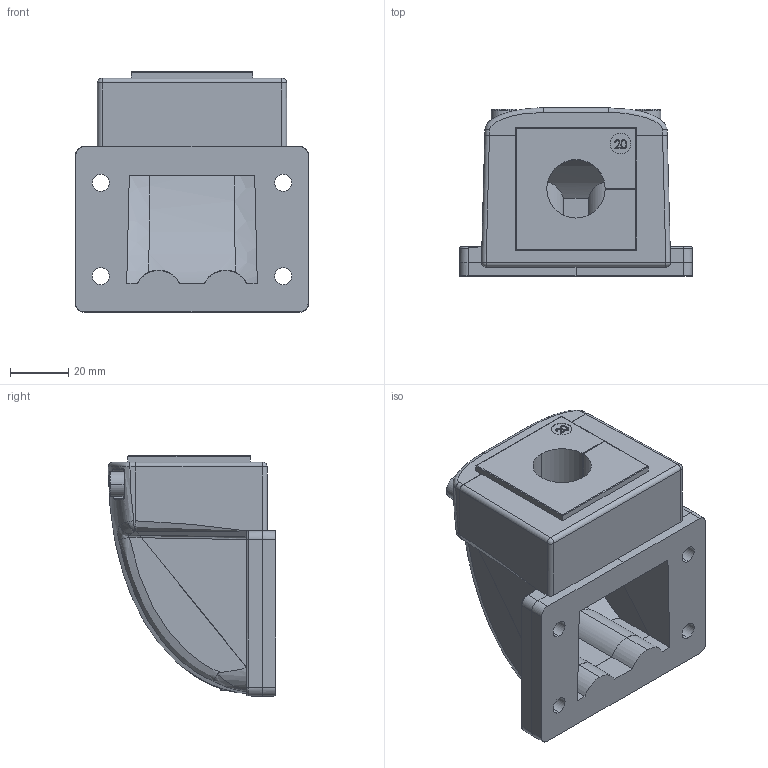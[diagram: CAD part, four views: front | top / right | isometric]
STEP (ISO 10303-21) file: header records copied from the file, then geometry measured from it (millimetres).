
FILE_DESCRIPTION(('STEP AP242'),'1');
FILE_NAME('42332.stp','2018-11-21T06:34:45',('TraceParts'),('TraceParts S.A.'),'Spatial InterOp 3D',' ',' ');
FILE_SCHEMA(('AP242_MANAGED_MODEL_BASED_3D_ENGINEERING_MIM_LF {1 0 10303 442 1 1 4}'));
Length unit declared in the file: millimetre
Products named in the file (1): 42332_1
Bounding box: 79.78 x 57.49 x 82.39 mm (x, y, z)
Volume: 112795.4 mm3; surface area: 52358.7 mm2
Topology: 9 solids, 10 shells, 543 faces, 1304 edges, 783 vertices
Faces by surface type: plane 218, cylinder 150, bspline 85, torus 54, cone 32, sphere 4
Entity records: 21750 total; most frequent: CARTESIAN_POINT 9914, ORIENTED_EDGE 2564, DIRECTION 2285, EDGE_CURVE 1282, AXIS2_PLACEMENT_3D 820, VERTEX_POINT 783, LINE 645, VECTOR 645
